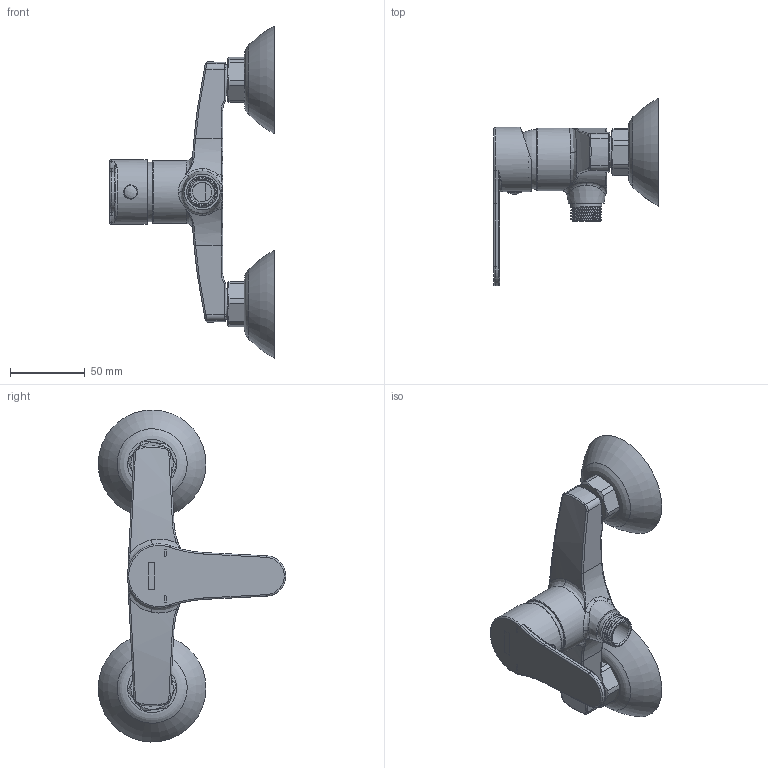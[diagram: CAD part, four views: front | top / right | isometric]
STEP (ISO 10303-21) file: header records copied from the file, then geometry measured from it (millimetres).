
FILE_DESCRIPTION (( 'STEP AP203' ), '1' );
FILE_NAME ('18-300457.STEP', '2024-03-15T06:36:55', ( '' ), ( '' ), 'SwSTEP 2.0', 'SolidWorks 2021', '' );
FILE_SCHEMA (( 'CONFIG_CONTROL_DESIGN' ));
Length unit declared in the file: millimetre
Products named in the file (1): 18-300457
Bounding box: 110.1 x 125.31 x 221.98 mm (x, y, z)
Volume: 91623 mm3; surface area: 92681.8 mm2
Topology: 10 solids, 10 shells, 563 faces, 1418 edges, 898 vertices
Faces by surface type: plane 207, cylinder 159, bspline 126, cone 34, torus 34, sphere 3
Full cylindrical faces by diameter (mm): 4.2 x1, 5 x2, 6.8 x1, 8 x2, 9.5 x3, 13 x1, 16 x3, 18 x2, 19.5 x2, 20.5 x2, 20.8 x3, 21 x2, 24 x2, 24.5 x12, 29.5 x2, 31 x1, 35.3 x1, 35.8 x2, 37 x1, 38.4 x2, 40.5 x1, 42 x1, 43 x1
Entity records: 35215 total; most frequent: CARTESIAN_POINT 24138, ORIENTED_EDGE 2508, DIRECTION 1781, EDGE_CURVE 1254, VERTEX_POINT 834, EDGE_LOOP 686, AXIS2_PLACEMENT_3D 681, FACE_OUTER_BOUND 601
